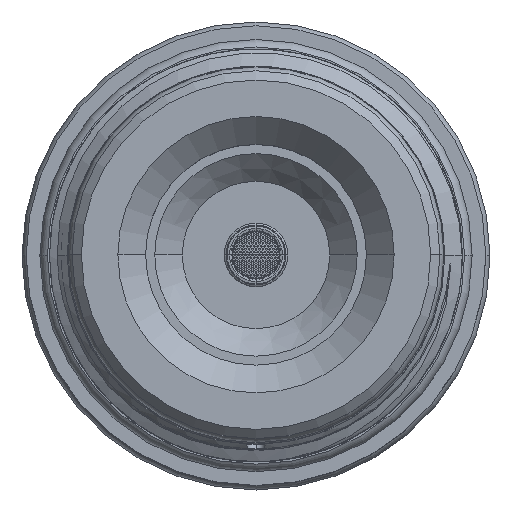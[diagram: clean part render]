
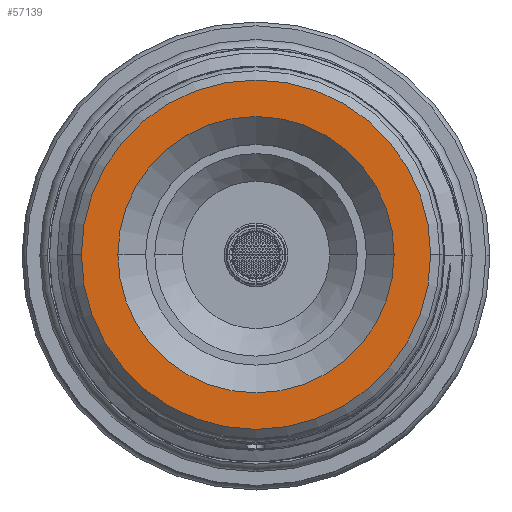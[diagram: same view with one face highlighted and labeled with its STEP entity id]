
A CAD part, top view. The second image highlights one B-rep face of the part: STEP entity #57139.
In plain terms, the highlighted planar face has unit normal (0, 0, 1).
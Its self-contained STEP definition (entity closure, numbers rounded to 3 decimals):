
#1202 = VERTEX_POINT ( 'NONE', #20633 ) ;
#4300 = CARTESIAN_POINT ( 'NONE',  ( 0., 0., 13.677 ) ) ;
#6748 = DIRECTION ( 'NONE',  ( 0., 0., 1. ) ) ;
#7166 = DIRECTION ( 'NONE',  ( 1., 0., 0. ) ) ;
#7519 = DIRECTION ( 'NONE',  ( 0., 0., 1. ) ) ;
#7768 = VERTEX_POINT ( 'NONE', #75374 ) ;
#8863 = CARTESIAN_POINT ( 'NONE',  ( -15.075, 0., 13.677 ) ) ;
#16139 = DIRECTION ( 'NONE',  ( 1., 0., 0. ) ) ;
#16477 = CARTESIAN_POINT ( 'NONE',  ( -15.075, 0., 13.677 ) ) ;
#20633 = CARTESIAN_POINT ( 'NONE',  ( -11.925, 0., 13.677 ) ) ;
#21297 = CARTESIAN_POINT ( 'NONE',  ( 0., 0., 13.677 ) ) ;
#33216 = EDGE_LOOP ( 'NONE', ( #100227, #82634 ) ) ;
#34919 = FACE_BOUND ( 'NONE', #42315, .T. ) ;
#36531 = AXIS2_PLACEMENT_3D ( 'NONE', #16477, #63538, #16139 ) ;
#37017 = CIRCLE ( 'NONE', #68928, 11.925 ) ;
#37892 = DIRECTION ( 'NONE',  ( -1., 0., 0. ) ) ;
#38657 = EDGE_CURVE ( 'NONE', #1202, #93617, #91354, .T. ) ;
#42315 = EDGE_LOOP ( 'NONE', ( #80023, #87133 ) ) ;
#54177 = DIRECTION ( 'NONE',  ( 1., 0., 0. ) ) ;
#54607 = CARTESIAN_POINT ( 'NONE',  ( 0., 0., 13.677 ) ) ;
#55994 = FACE_OUTER_BOUND ( 'NONE', #33216, .T. ) ;
#57139 = ADVANCED_FACE ( 'NONE', ( #55994, #34919 ), #79125, .T. ) ;
#61258 = AXIS2_PLACEMENT_3D ( 'NONE', #4300, #6748, #54177 ) ;
#63239 = EDGE_CURVE ( 'NONE', #93617, #1202, #37017, .T. ) ;
#63538 = DIRECTION ( 'NONE',  ( 0., 0., 1. ) ) ;
#68928 = AXIS2_PLACEMENT_3D ( 'NONE', #54607, #7519, #7166 ) ;
#71518 = VERTEX_POINT ( 'NONE', #8863 ) ;
#73063 = EDGE_CURVE ( 'NONE', #7768, #71518, #100294, .T. ) ;
#73533 = CIRCLE ( 'NONE', #88377, 15.075 ) ;
#75374 = CARTESIAN_POINT ( 'NONE',  ( 15.075, 0., 13.677 ) ) ;
#78504 = DIRECTION ( 'NONE',  ( 0., 0., -1. ) ) ;
#78835 = CARTESIAN_POINT ( 'NONE',  ( 0., 0., 13.677 ) ) ;
#79125 = PLANE ( 'NONE',  #36531 ) ;
#80023 = ORIENTED_EDGE ( 'NONE', *, *, #63239, .F. ) ;
#82634 = ORIENTED_EDGE ( 'NONE', *, *, #73063, .F. ) ;
#87133 = ORIENTED_EDGE ( 'NONE', *, *, #38657, .F. ) ;
#87146 = DIRECTION ( 'NONE',  ( -1., 0., 0. ) ) ;
#88377 = AXIS2_PLACEMENT_3D ( 'NONE', #21297, #100489, #37892 ) ;
#91179 = EDGE_CURVE ( 'NONE', #71518, #7768, #73533, .T. ) ;
#91354 = CIRCLE ( 'NONE', #61258, 11.925 ) ;
#92412 = AXIS2_PLACEMENT_3D ( 'NONE', #78835, #78504, #87146 ) ;
#93617 = VERTEX_POINT ( 'NONE', #95432 ) ;
#95432 = CARTESIAN_POINT ( 'NONE',  ( 11.925, 0., 13.677 ) ) ;
#100227 = ORIENTED_EDGE ( 'NONE', *, *, #91179, .F. ) ;
#100294 = CIRCLE ( 'NONE', #92412, 15.075 ) ;
#100489 = DIRECTION ( 'NONE',  ( 0., 0., -1. ) ) ;
